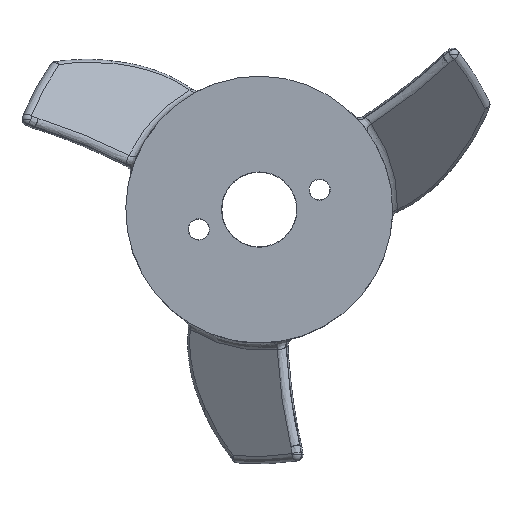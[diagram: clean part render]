
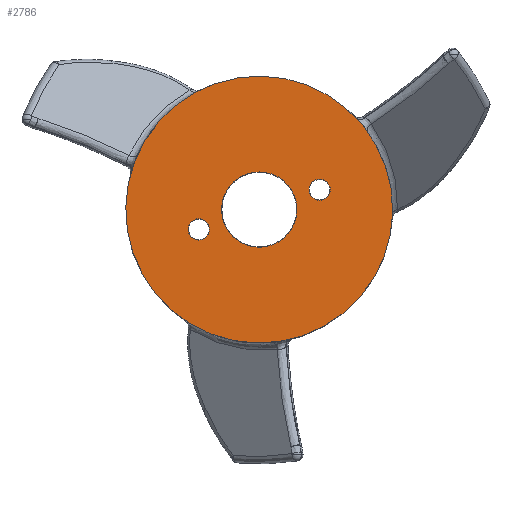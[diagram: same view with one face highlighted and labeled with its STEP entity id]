
A CAD part, top view. The second image highlights one B-rep face of the part: STEP entity #2786.
In plain terms, the highlighted planar face has unit normal (0, 0, 1).
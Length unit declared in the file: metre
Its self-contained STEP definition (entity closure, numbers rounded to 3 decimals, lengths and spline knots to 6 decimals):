
#94 = CIRCLE ( 'NONE', #1179, 0.006001 ) ;
#97 = AXIS2_PLACEMENT_3D ( 'NONE', #3927, #1067, #4374 ) ;
#173 = DIRECTION ( 'NONE',  ( 0., 0., -1. ) ) ;
#194 = FACE_BOUND ( 'NONE', #340, .T. ) ;
#199 = ORIENTED_EDGE ( 'NONE', *, *, #4760, .F. ) ;
#234 = VERTEX_POINT ( 'NONE', #3317 ) ;
#299 = ORIENTED_EDGE ( 'NONE', *, *, #3342, .T. ) ;
#316 = CIRCLE ( 'NONE', #348, 0.000478 ) ;
#340 = EDGE_LOOP ( 'NONE', ( #4072, #1580 ) ) ;
#347 = CARTESIAN_POINT ( 'NONE',  ( 0.002717, 0.000413, -0.003228 ) ) ;
#348 = AXIS2_PLACEMENT_3D ( 'NONE', #2180, #3398, #4652 ) ;
#405 = DIRECTION ( 'NONE',  ( 0., 0., -1. ) ) ;
#605 = CARTESIAN_POINT ( 'NONE',  ( 0., 0., -0.003228 ) ) ;
#824 = EDGE_CURVE ( 'NONE', #2941, #2039, #316, .T. ) ;
#959 = CARTESIAN_POINT ( 'NONE',  ( 0.002717, 0.000891, -0.003228 ) ) ;
#1007 = AXIS2_PLACEMENT_3D ( 'NONE', #2821, #405, #4514 ) ;
#1067 = DIRECTION ( 'NONE',  ( 0., 0., -1. ) ) ;
#1165 = DIRECTION ( 'NONE',  ( 0., 1., 0. ) ) ;
#1179 = AXIS2_PLACEMENT_3D ( 'NONE', #3805, #1421, #1751 ) ;
#1203 = CARTESIAN_POINT ( 'NONE',  ( -0.002716, -0.000891, -0.003228 ) ) ;
#1255 = CIRCLE ( 'NONE', #1007, 0.006001 ) ;
#1421 = DIRECTION ( 'NONE',  ( 0., 0., -1. ) ) ;
#1494 = ORIENTED_EDGE ( 'NONE', *, *, #2248, .T. ) ;
#1563 = CIRCLE ( 'NONE', #3551, 0.001693 ) ;
#1574 = EDGE_CURVE ( 'NONE', #5064, #2035, #1255, .T. ) ;
#1580 = ORIENTED_EDGE ( 'NONE', *, *, #3431, .T. ) ;
#1587 = VERTEX_POINT ( 'NONE', #5342 ) ;
#1733 = CARTESIAN_POINT ( 'NONE',  ( 0.002717, 0.00137, -0.003228 ) ) ;
#1751 = DIRECTION ( 'NONE',  ( 0.193, 0.981, 0. ) ) ;
#1774 = EDGE_LOOP ( 'NONE', ( #1494, #4186 ) ) ;
#1828 = DIRECTION ( 'NONE',  ( 0., 0., -1. ) ) ;
#2022 = DIRECTION ( 'NONE',  ( 0., 0., -1. ) ) ;
#2035 = VERTEX_POINT ( 'NONE', #2184 ) ;
#2039 = VERTEX_POINT ( 'NONE', #1733 ) ;
#2180 = CARTESIAN_POINT ( 'NONE',  ( 0.002717, 0.000891, -0.003228 ) ) ;
#2184 = CARTESIAN_POINT ( 'NONE',  ( 0.005888, -0.001156, -0.003228 ) ) ;
#2186 = DIRECTION ( 'NONE',  ( 0., 1., 0. ) ) ;
#2248 = EDGE_CURVE ( 'NONE', #3164, #1587, #2867, .T. ) ;
#2288 = FACE_BOUND ( 'NONE', #1774, .T. ) ;
#2501 = AXIS2_PLACEMENT_3D ( 'NONE', #1203, #4457, #2904 ) ;
#2559 = CARTESIAN_POINT ( 'NONE',  ( -0.002716, -0.00137, -0.003228 ) ) ;
#2621 = ORIENTED_EDGE ( 'NONE', *, *, #3557, .T. ) ;
#2786 = ADVANCED_FACE ( 'NONE', ( #4397, #194, #2288, #4198 ), #5107, .F. ) ;
#2797 = CARTESIAN_POINT ( 'NONE',  ( 0., 0., -0.003228 ) ) ;
#2813 = EDGE_LOOP ( 'NONE', ( #2621, #299 ) ) ;
#2821 = CARTESIAN_POINT ( 'NONE',  ( 0., 0., -0.003228 ) ) ;
#2833 = AXIS2_PLACEMENT_3D ( 'NONE', #3053, #1828, #3865 ) ;
#2867 = CIRCLE ( 'NONE', #2501, 0.000478 ) ;
#2904 = DIRECTION ( 'NONE',  ( 0., 1., 0. ) ) ;
#2941 = VERTEX_POINT ( 'NONE', #347 ) ;
#2975 = AXIS2_PLACEMENT_3D ( 'NONE', #959, #3851, #2186 ) ;
#2978 = CIRCLE ( 'NONE', #97, 0.000478 ) ;
#3053 = CARTESIAN_POINT ( 'NONE',  ( 0.001231, 0.005873, -0.003228 ) ) ;
#3121 = VERTEX_POINT ( 'NONE', #3379 ) ;
#3164 = VERTEX_POINT ( 'NONE', #2559 ) ;
#3317 = CARTESIAN_POINT ( 'NONE',  ( 0., -0.001693, -0.003228 ) ) ;
#3342 = EDGE_CURVE ( 'NONE', #3121, #234, #5237, .T. ) ;
#3379 = CARTESIAN_POINT ( 'NONE',  ( 0., 0.001693, -0.003228 ) ) ;
#3398 = DIRECTION ( 'NONE',  ( 0., 0., -1. ) ) ;
#3431 = EDGE_CURVE ( 'NONE', #2039, #2941, #4975, .T. ) ;
#3551 = AXIS2_PLACEMENT_3D ( 'NONE', #605, #173, #3888 ) ;
#3557 = EDGE_CURVE ( 'NONE', #234, #3121, #1563, .T. ) ;
#3628 = ORIENTED_EDGE ( 'NONE', *, *, #1574, .F. ) ;
#3805 = CARTESIAN_POINT ( 'NONE',  ( 0., 0., -0.003228 ) ) ;
#3851 = DIRECTION ( 'NONE',  ( 0., 0., -1. ) ) ;
#3865 = DIRECTION ( 'NONE',  ( -0.205, -0.979, 0. ) ) ;
#3888 = DIRECTION ( 'NONE',  ( 0., 1., 0. ) ) ;
#3927 = CARTESIAN_POINT ( 'NONE',  ( -0.002716, -0.000891, -0.003228 ) ) ;
#4072 = ORIENTED_EDGE ( 'NONE', *, *, #824, .T. ) ;
#4186 = ORIENTED_EDGE ( 'NONE', *, *, #4293, .T. ) ;
#4198 = FACE_OUTER_BOUND ( 'NONE', #4422, .T. ) ;
#4293 = EDGE_CURVE ( 'NONE', #1587, #3164, #2978, .T. ) ;
#4374 = DIRECTION ( 'NONE',  ( 0., 1., 0. ) ) ;
#4397 = FACE_BOUND ( 'NONE', #2813, .T. ) ;
#4422 = EDGE_LOOP ( 'NONE', ( #199, #3628 ) ) ;
#4457 = DIRECTION ( 'NONE',  ( 0., 0., -1. ) ) ;
#4514 = DIRECTION ( 'NONE',  ( 0.193, 0.981, 0. ) ) ;
#4652 = DIRECTION ( 'NONE',  ( 0., 1., 0. ) ) ;
#4760 = EDGE_CURVE ( 'NONE', #2035, #5064, #94, .T. ) ;
#4975 = CIRCLE ( 'NONE', #2975, 0.000478 ) ;
#5007 = AXIS2_PLACEMENT_3D ( 'NONE', #2797, #2022, #1165 ) ;
#5015 = CARTESIAN_POINT ( 'NONE',  ( -0.005888, 0.001156, -0.003228 ) ) ;
#5064 = VERTEX_POINT ( 'NONE', #5015 ) ;
#5107 = PLANE ( 'NONE',  #2833 ) ;
#5237 = CIRCLE ( 'NONE', #5007, 0.001693 ) ;
#5342 = CARTESIAN_POINT ( 'NONE',  ( -0.002716, -0.000413, -0.003228 ) ) ;
